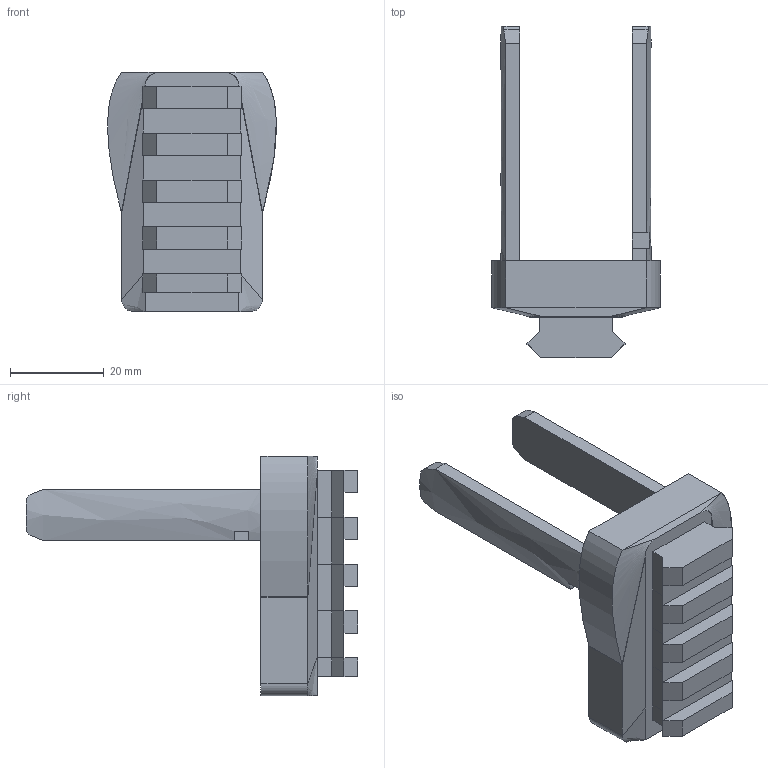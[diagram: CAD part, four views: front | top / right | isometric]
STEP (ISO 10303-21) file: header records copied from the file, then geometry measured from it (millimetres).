
FILE_DESCRIPTION(('HOOPS Exchange Step'),'2;1');
FILE_NAME('temp_export','2023-01-09T11:43:43+09:00',('mobile'),('Shapr3D Limited'),'HOOPS Exchange 2022.1','Shapr3D','Authorized');
FILE_SCHEMA( ('AUTOMOTIVE_DESIGN { 1 0 10303 214 1 1 1 1 }') );
Length unit declared in the file: millimetre
Products named in the file (2): 20mm-Rail_under; root
Assembly tree (1 placements, depth 2):
  root
    20mm-Rail_under
Bounding box: 36 x 70.65 x 51 mm (x, y, z)
Volume: 20789.7 mm3; surface area: 15485.8 mm2
Topology: 7 solids, 7 shells, 135 faces, 354 edges, 236 vertices
Faces by surface type: plane 113, bspline 12, cylinder 10
Entity records: 4359 total; most frequent: CARTESIAN_POINT 1051, ORIENTED_EDGE 708, DIRECTION 596, EDGE_CURVE 354, VECTOR 298, LINE 298, VERTEX_POINT 236, AXIS2_PLACEMENT_3D 149
